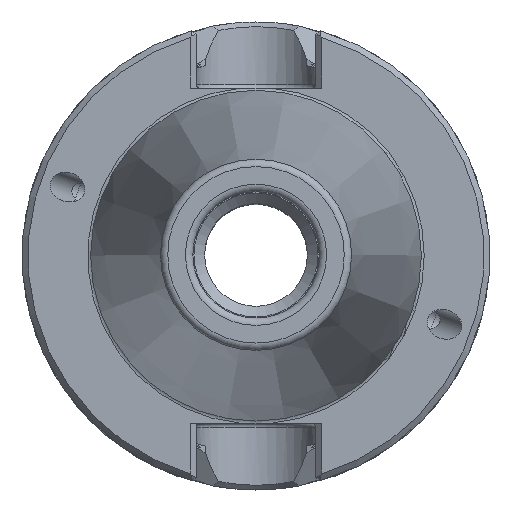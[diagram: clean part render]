
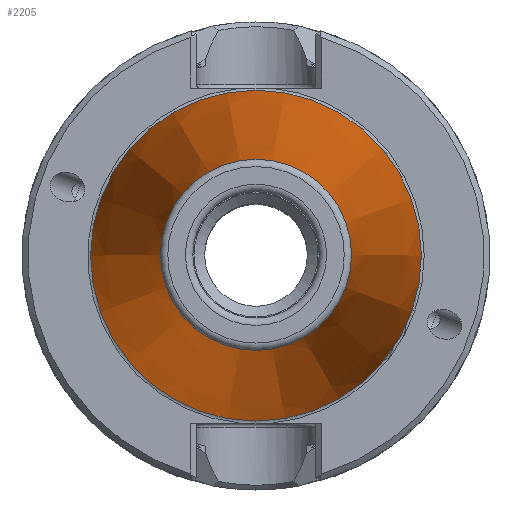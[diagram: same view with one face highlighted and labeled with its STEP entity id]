
A CAD part, top view. The second image highlights one B-rep face of the part: STEP entity #2205.
In plain terms, the highlighted conical face has half-angle 8.297 degrees and reference radius 12.871 mm.
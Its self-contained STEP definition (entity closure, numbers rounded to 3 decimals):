
#231=CONICAL_SURFACE('',#2370,12.871,0.145);
#647=ORIENTED_EDGE('',*,*,#724,.T.);
#648=ORIENTED_EDGE('',*,*,#893,.F.);
#724=EDGE_CURVE('',#928,#928,#1070,.T.);
#893=EDGE_CURVE('',#1041,#1041,#1109,.T.);
#928=VERTEX_POINT('',#2973);
#1041=VERTEX_POINT('',#3558);
#1070=CIRCLE('',#2249,22.268);
#1109=CIRCLE('',#2369,12.871);
#1218=EDGE_LOOP('',(#647));
#1219=EDGE_LOOP('',(#648));
#1362=FACE_BOUND('',#1218,.T.);
#1363=FACE_BOUND('',#1219,.T.);
#2205=ADVANCED_FACE('',(#1362,#1363),#231,.T.);
#2249=AXIS2_PLACEMENT_3D('',#2972,#2443,#2444);
#2369=AXIS2_PLACEMENT_3D('',#3557,#2747,#2748);
#2370=AXIS2_PLACEMENT_3D('',#3559,#2749,#2750);
#2443=DIRECTION('',(0.,0.,1.));
#2444=DIRECTION('',(1.,0.,0.));
#2747=DIRECTION('',(0.,0.,1.));
#2748=DIRECTION('',(1.,0.,0.));
#2749=DIRECTION('',(0.,0.,-1.));
#2750=DIRECTION('',(-1.,0.,0.));
#2972=CARTESIAN_POINT('',(0.,0.,0.106));
#2973=CARTESIAN_POINT('',(22.268,0.,0.106));
#3557=CARTESIAN_POINT('',(0.,0.,64.544));
#3558=CARTESIAN_POINT('',(12.871,0.,64.544));
#3559=CARTESIAN_POINT('',(0.,0.,64.544));
